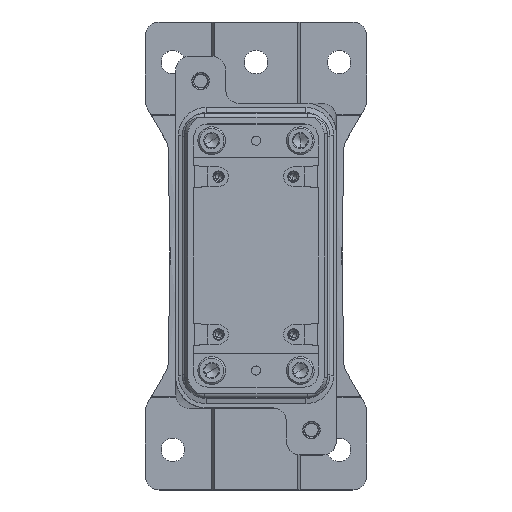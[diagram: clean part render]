
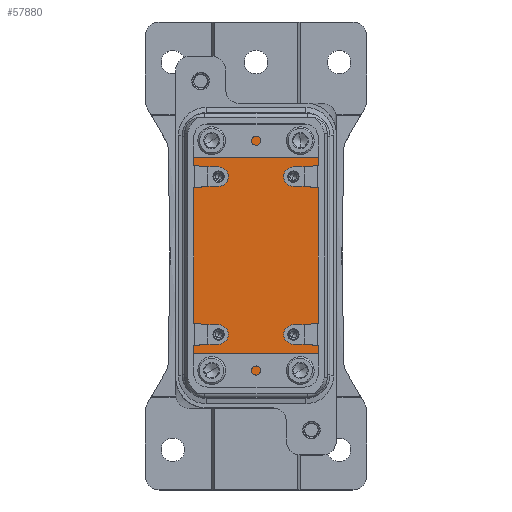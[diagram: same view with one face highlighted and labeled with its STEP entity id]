
A CAD part, top view. The second image highlights one B-rep face of the part: STEP entity #57880.
In plain terms, the highlighted planar face has unit normal (0, 0, 1).
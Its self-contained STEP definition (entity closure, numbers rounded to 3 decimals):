
#57403=AXIS2_PLACEMENT_3D('Circle Axis2P3D',#57401,#57402,$) ;
#57472=AXIS2_PLACEMENT_3D('Circle Axis2P3D',#57470,#57471,$) ;
#57790=AXIS2_PLACEMENT_3D('Circle Axis2P3D',#57788,#57789,$) ;
#57836=AXIS2_PLACEMENT_3D('Plane Axis2P3D',#57833,#57834,#57835) ;
#57852=AXIS2_PLACEMENT_3D('Circle Axis2P3D',#57850,#57851,$) ;
#57309=CARTESIAN_POINT('Vertex',(25.,49.,7.)) ;
#57312=CARTESIAN_POINT('Line Origine',(21.3,49.,7.)) ;
#57316=CARTESIAN_POINT('Vertex',(17.6,49.,7.)) ;
#57356=CARTESIAN_POINT('Vertex',(62.4,49.,7.)) ;
#57359=CARTESIAN_POINT('Line Origine',(58.7,49.,7.)) ;
#57363=CARTESIAN_POINT('Vertex',(55.,49.,7.)) ;
#57398=CARTESIAN_POINT('Vertex',(31.,43.,7.)) ;
#57401=CARTESIAN_POINT('Axis2P3D Location',(25.,43.,7.)) ;
#57417=CARTESIAN_POINT('Vertex',(31.,37.5,7.)) ;
#57420=CARTESIAN_POINT('Line Origine',(31.,40.25,7.)) ;
#57436=CARTESIAN_POINT('Vertex',(49.,43.,7.)) ;
#57439=CARTESIAN_POINT('Line Origine',(49.,40.25,7.)) ;
#57443=CARTESIAN_POINT('Vertex',(49.,37.5,7.)) ;
#57458=CARTESIAN_POINT('Line Origine',(40.,37.5,7.)) ;
#57470=CARTESIAN_POINT('Axis2P3D Location',(55.,43.,7.)) ;
#57501=CARTESIAN_POINT('Vertex',(31.,131.5,7.)) ;
#57504=CARTESIAN_POINT('Line Origine',(40.,131.5,7.)) ;
#57508=CARTESIAN_POINT('Vertex',(49.,131.5,7.)) ;
#57634=CARTESIAN_POINT('Line Origine',(17.6,84.5,7.)) ;
#57638=CARTESIAN_POINT('Vertex',(17.6,120.,7.)) ;
#57741=CARTESIAN_POINT('Vertex',(62.4,120.,7.)) ;
#57744=CARTESIAN_POINT('Line Origine',(62.4,84.5,7.)) ;
#57788=CARTESIAN_POINT('Axis2P3D Location',(55.,126.,7.)) ;
#57792=CARTESIAN_POINT('Vertex',(49.,126.,7.)) ;
#57794=CARTESIAN_POINT('Vertex',(55.,120.,7.)) ;
#57814=CARTESIAN_POINT('Line Origine',(49.,128.75,7.)) ;
#57833=CARTESIAN_POINT('Axis2P3D Location',(40.,84.5,7.)) ;
#57838=CARTESIAN_POINT('Line Origine',(58.7,120.,7.)) ;
#57843=CARTESIAN_POINT('Line Origine',(31.,128.75,7.)) ;
#57847=CARTESIAN_POINT('Vertex',(31.,126.,7.)) ;
#57850=CARTESIAN_POINT('Axis2P3D Location',(25.,126.,7.)) ;
#57854=CARTESIAN_POINT('Vertex',(25.,120.,7.)) ;
#57857=CARTESIAN_POINT('Line Origine',(21.3,120.,7.)) ;
#57313=DIRECTION('Vector Direction',(1.,0.,0.)) ;
#57360=DIRECTION('Vector Direction',(-1.,0.,0.)) ;
#57402=DIRECTION('Axis2P3D Direction',(0.,0.,1.)) ;
#57421=DIRECTION('Vector Direction',(0.,1.,0.)) ;
#57440=DIRECTION('Vector Direction',(0.,1.,0.)) ;
#57459=DIRECTION('Vector Direction',(-1.,0.,0.)) ;
#57471=DIRECTION('Axis2P3D Direction',(0.,0.,1.)) ;
#57505=DIRECTION('Vector Direction',(1.,0.,0.)) ;
#57635=DIRECTION('Vector Direction',(0.,1.,0.)) ;
#57745=DIRECTION('Vector Direction',(0.,-1.,0.)) ;
#57789=DIRECTION('Axis2P3D Direction',(0.,0.,1.)) ;
#57815=DIRECTION('Vector Direction',(0.,-1.,0.)) ;
#57834=DIRECTION('Axis2P3D Direction',(0.,0.,1.)) ;
#57835=DIRECTION('Axis2P3D XDirection',(0.,-1.,0.)) ;
#57839=DIRECTION('Vector Direction',(-1.,0.,0.)) ;
#57844=DIRECTION('Vector Direction',(0.,-1.,0.)) ;
#57851=DIRECTION('Axis2P3D Direction',(0.,0.,1.)) ;
#57858=DIRECTION('Vector Direction',(1.,0.,0.)) ;
#57314=VECTOR('Line Direction',#57313,1.) ;
#57361=VECTOR('Line Direction',#57360,1.) ;
#57422=VECTOR('Line Direction',#57421,1.) ;
#57441=VECTOR('Line Direction',#57440,1.) ;
#57460=VECTOR('Line Direction',#57459,1.) ;
#57506=VECTOR('Line Direction',#57505,1.) ;
#57636=VECTOR('Line Direction',#57635,1.) ;
#57746=VECTOR('Line Direction',#57745,1.) ;
#57816=VECTOR('Line Direction',#57815,1.) ;
#57840=VECTOR('Line Direction',#57839,1.) ;
#57845=VECTOR('Line Direction',#57844,1.) ;
#57859=VECTOR('Line Direction',#57858,1.) ;
#57863=ORIENTED_EDGE('',*,*,#57445,.T.) ;
#57864=ORIENTED_EDGE('',*,*,#57474,.F.) ;
#57865=ORIENTED_EDGE('',*,*,#57365,.F.) ;
#57866=ORIENTED_EDGE('',*,*,#57748,.T.) ;
#57867=ORIENTED_EDGE('',*,*,#57842,.T.) ;
#57868=ORIENTED_EDGE('',*,*,#57796,.F.) ;
#57869=ORIENTED_EDGE('',*,*,#57818,.F.) ;
#57870=ORIENTED_EDGE('',*,*,#57510,.T.) ;
#57871=ORIENTED_EDGE('',*,*,#57849,.T.) ;
#57872=ORIENTED_EDGE('',*,*,#57856,.F.) ;
#57873=ORIENTED_EDGE('',*,*,#57861,.F.) ;
#57874=ORIENTED_EDGE('',*,*,#57640,.T.) ;
#57875=ORIENTED_EDGE('',*,*,#57318,.T.) ;
#57876=ORIENTED_EDGE('',*,*,#57405,.F.) ;
#57877=ORIENTED_EDGE('',*,*,#57424,.F.) ;
#57878=ORIENTED_EDGE('',*,*,#57462,.T.) ;
#57880=ADVANCED_FACE('Housing',(#57879),#57837,.T.) ;
#57404=CIRCLE('generated circle',#57403,6.) ;
#57473=CIRCLE('generated circle',#57472,6.) ;
#57791=CIRCLE('generated circle',#57790,6.) ;
#57853=CIRCLE('generated circle',#57852,6.) ;
#57318=EDGE_CURVE('',#57317,#57310,#57315,.T.) ;
#57365=EDGE_CURVE('',#57357,#57364,#57362,.T.) ;
#57405=EDGE_CURVE('',#57399,#57310,#57404,.T.) ;
#57424=EDGE_CURVE('',#57418,#57399,#57423,.T.) ;
#57445=EDGE_CURVE('',#57444,#57437,#57442,.T.) ;
#57462=EDGE_CURVE('',#57418,#57444,#57461,.F.) ;
#57474=EDGE_CURVE('',#57364,#57437,#57473,.T.) ;
#57510=EDGE_CURVE('',#57509,#57502,#57507,.F.) ;
#57640=EDGE_CURVE('',#57639,#57317,#57637,.F.) ;
#57748=EDGE_CURVE('',#57357,#57742,#57747,.F.) ;
#57796=EDGE_CURVE('',#57793,#57795,#57791,.T.) ;
#57818=EDGE_CURVE('',#57509,#57793,#57817,.T.) ;
#57842=EDGE_CURVE('',#57742,#57795,#57841,.T.) ;
#57849=EDGE_CURVE('',#57502,#57848,#57846,.T.) ;
#57856=EDGE_CURVE('',#57855,#57848,#57853,.T.) ;
#57861=EDGE_CURVE('',#57639,#57855,#57860,.T.) ;
#57862=EDGE_LOOP('',(#57863,#57864,#57865,#57866,#57867,#57868,#57869,#57870,#57871,#57872,#57873,#57874,#57875,#57876,#57877,#57878)) ;
#57879=FACE_OUTER_BOUND('',#57862,.T.) ;
#57315=LINE('Line',#57312,#57314) ;
#57362=LINE('Line',#57359,#57361) ;
#57423=LINE('Line',#57420,#57422) ;
#57442=LINE('Line',#57439,#57441) ;
#57461=LINE('Line',#57458,#57460) ;
#57507=LINE('Line',#57504,#57506) ;
#57637=LINE('Line',#57634,#57636) ;
#57747=LINE('Line',#57744,#57746) ;
#57817=LINE('Line',#57814,#57816) ;
#57841=LINE('Line',#57838,#57840) ;
#57846=LINE('Line',#57843,#57845) ;
#57860=LINE('Line',#57857,#57859) ;
#57837=PLANE('',#57836) ;
#57310=VERTEX_POINT('',#57309) ;
#57317=VERTEX_POINT('',#57316) ;
#57357=VERTEX_POINT('',#57356) ;
#57364=VERTEX_POINT('',#57363) ;
#57399=VERTEX_POINT('',#57398) ;
#57418=VERTEX_POINT('',#57417) ;
#57437=VERTEX_POINT('',#57436) ;
#57444=VERTEX_POINT('',#57443) ;
#57502=VERTEX_POINT('',#57501) ;
#57509=VERTEX_POINT('',#57508) ;
#57639=VERTEX_POINT('',#57638) ;
#57742=VERTEX_POINT('',#57741) ;
#57793=VERTEX_POINT('',#57792) ;
#57795=VERTEX_POINT('',#57794) ;
#57848=VERTEX_POINT('',#57847) ;
#57855=VERTEX_POINT('',#57854) ;
